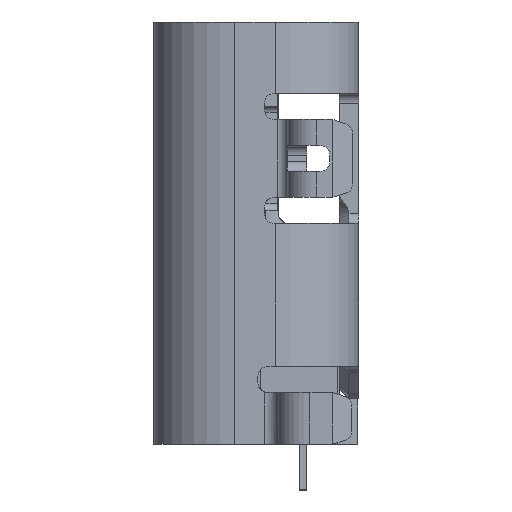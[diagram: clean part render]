
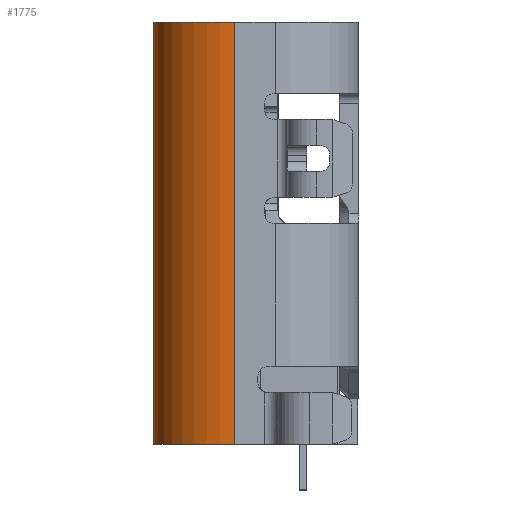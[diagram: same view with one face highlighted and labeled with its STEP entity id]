
A CAD part, left-side view. The second image highlights one B-rep face of the part: STEP entity #1775.
In plain terms, the highlighted cylindrical face has radius 1.25 mm (diameter 2.5 mm), a partial arc.
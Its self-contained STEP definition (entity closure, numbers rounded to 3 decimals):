
#1775=ADVANCED_FACE('NONE',(#4073),#4074,.T.);
#4073=FACE_OUTER_BOUND('',#6122,.T.);
#4074=CYLINDRICAL_SURFACE('',#6123,1.25);
#6122=EDGE_LOOP('',(#10421,#10422,#10423,#10424));
#6123=AXIS2_PLACEMENT_3D('',#10425,#10426,#10427);
#10421=ORIENTED_EDGE('',*,*,#15803,.T.);
#10422=ORIENTED_EDGE('',*,*,#15804,.T.);
#10423=ORIENTED_EDGE('',*,*,#15805,.T.);
#10424=ORIENTED_EDGE('',*,*,#15714,.T.);
#10425=CARTESIAN_POINT('',(-2.72,1.114,-6.5));
#10426=DIRECTION('',(0.0,0.0,-1.0));
#10427=DIRECTION('',(1.0,0.0,0.0));
#15714=EDGE_CURVE('NONE',#18475,#18473,#18476,.T.);
#15803=EDGE_CURVE('NONE',#18473,#18633,#18635,.T.);
#15804=EDGE_CURVE('NONE',#18633,#18636,#18637,.T.);
#15805=EDGE_CURVE('NONE',#18636,#18475,#18638,.T.);
#18473=VERTEX_POINT('NONE',#22263);
#18475=VERTEX_POINT('NONE',#22266);
#18476=LINE('',#22267,#22268);
#18633=VERTEX_POINT('NONE',#22528);
#18635=CIRCLE('',#22531,1.25);
#18636=VERTEX_POINT('NONE',#22532);
#18637=LINE('',#22533,#22534);
#18638=CIRCLE('',#22535,1.25);
#22263=CARTESIAN_POINT('',(-2.72,2.364,-6.5));
#22266=CARTESIAN_POINT('',(-2.72,2.364,0.));
#22267=CARTESIAN_POINT('',(-2.72,2.364,-6.5));
#22268=VECTOR('',#26066,1000.0);
#22528=CARTESIAN_POINT('',(-3.97,1.114,-6.5));
#22531=AXIS2_PLACEMENT_3D('',#26208,#26209,#26210);
#22532=CARTESIAN_POINT('',(-3.97,1.114,0.));
#22533=CARTESIAN_POINT('',(-3.97,1.114,-6.5));
#22534=VECTOR('',#26211,1000.0);
#22535=AXIS2_PLACEMENT_3D('',#26212,#26213,#26214);
#26066=DIRECTION('',(0.0,0.0,-1.0));
#26208=CARTESIAN_POINT('',(-2.72,1.114,-6.5));
#26209=DIRECTION('',(0.0,0.0,1.0));
#26210=DIRECTION('',(1.0,0.0,0.0));
#26211=DIRECTION('',(0.0,0.0,1.0));
#26212=CARTESIAN_POINT('',(-2.72,1.114,0.));
#26213=DIRECTION('',(0.0,0.0,-1.0));
#26214=DIRECTION('',(1.0,0.0,0.0));
